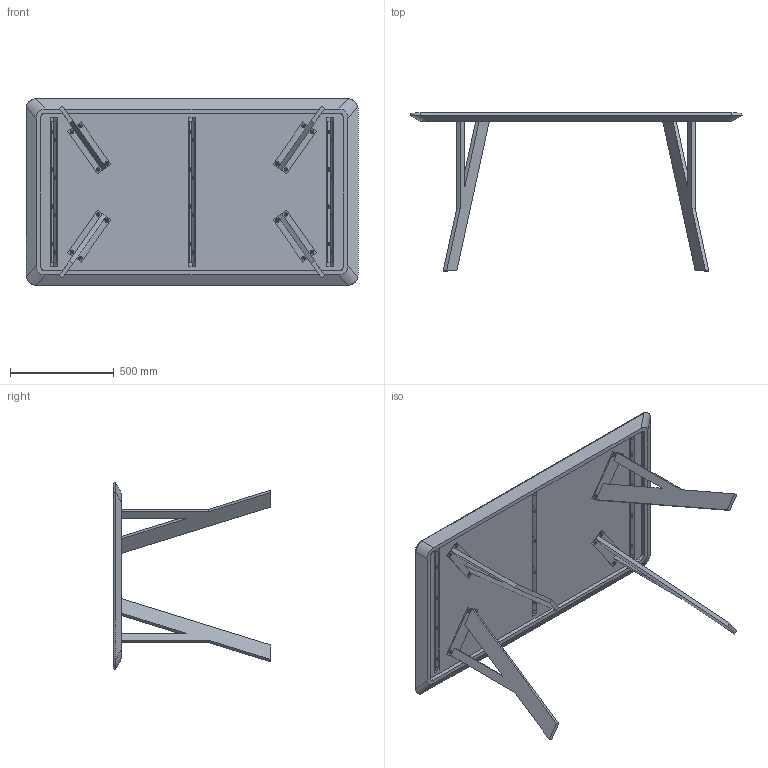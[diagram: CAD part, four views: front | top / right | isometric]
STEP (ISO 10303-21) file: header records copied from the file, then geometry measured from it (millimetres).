
FILE_DESCRIPTION (( 'STEP AP203' ), '1' );
FILE_NAME ('0. Y - 160x90x76 - sklop.STEP', '2023-11-23T12:27:22', ( '' ), ( '' ), 'SwSTEP 2.0', 'SolidWorks 2023', '' );
FILE_SCHEMA (( 'CONFIG_CONTROL_DESIGN' ));
Length unit declared in the file: millimetre
Products named in the file (1): 0. Y - 160x90x76 - sklop
Bounding box: 1600 x 760 x 900 mm (x, y, z)
Volume: 37928863.8 mm3; surface area: 4269082.2 mm2
Topology: 68 solids, 92 shells, 2251 faces, 5693 edges, 3622 vertices
Faces by surface type: plane 1111, cylinder 720, cone 224, bspline 112, sphere 48, torus 36
Entity records: 104510 total; most frequent: CARTESIAN_POINT 53023, ORIENTED_EDGE 11226, DIRECTION 9965, EDGE_CURVE 5613, VERTEX_POINT 3622, LINE 3429, VECTOR 3429, AXIS2_PLACEMENT_3D 3268
